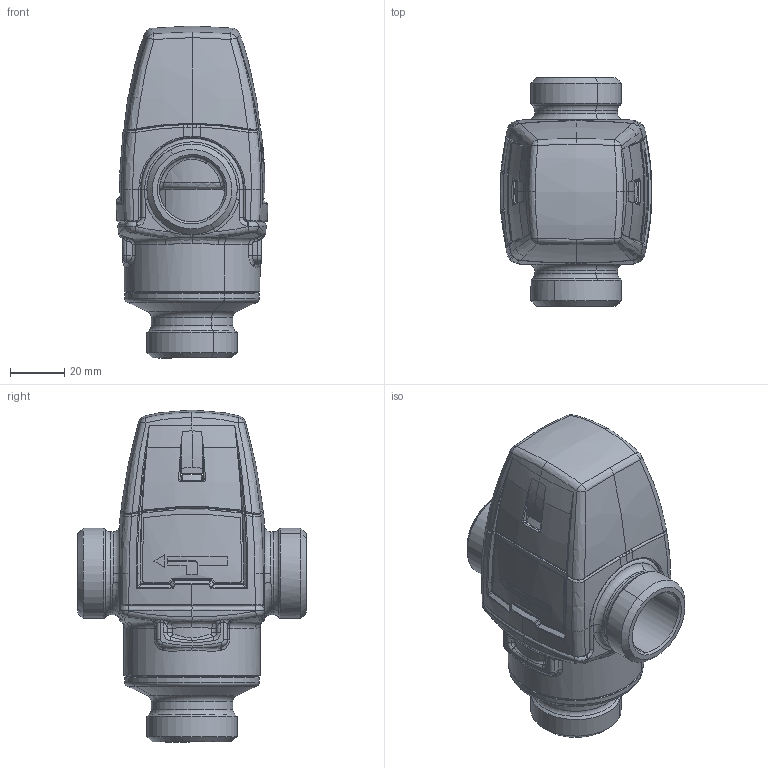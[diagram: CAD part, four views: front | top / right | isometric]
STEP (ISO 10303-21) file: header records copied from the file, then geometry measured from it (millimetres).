
FILE_DESCRIPTION(('CATIA V5 STEP'),'2;1');
FILE_NAME('VTA522 G1_31620200.stp','2011-01-12T12:35:53+00:00',('none'),('none'),'CATIA Version 5 Release 16 (IN-10)','CATIA V5 STEP AP203','none');
FILE_SCHEMA(('CONFIG_CONTROL_DESIGN'));
Products named in the file (1): VTA522 G1_31620200
Assembly tree (6 placements, depth 2):
  VTA522 G1_31620200
    #56
    #41187
    #43013
    #99162
    #103925
    #105345
Bounding box: 55.84 x 84 x 122 mm (x, y, z)
Volume: 178108.9 mm3; surface area: 66076.8 mm2
Topology: 6 solids, 6 shells, 2809 faces, 7227 edges, 4413 vertices
Faces by surface type: plane 1072, bspline 1009, cylinder 303, torus 164, cone 102, revolution 87, sphere 64, extrusion 8
Entity records: 136743 total; most frequent: CARTESIAN_POINT 83241, ORIENTED_EDGE 14316, EDGE_CURVE 7158, DIRECTION 5282, B_SPLINE_CURVE_WITH_KNOTS 4962, VERTEX_POINT 4413, EDGE_LOOP 2877, ADVANCED_FACE 2809
